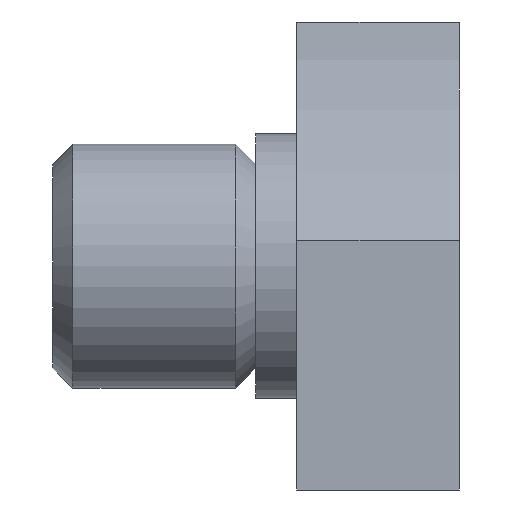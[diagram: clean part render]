
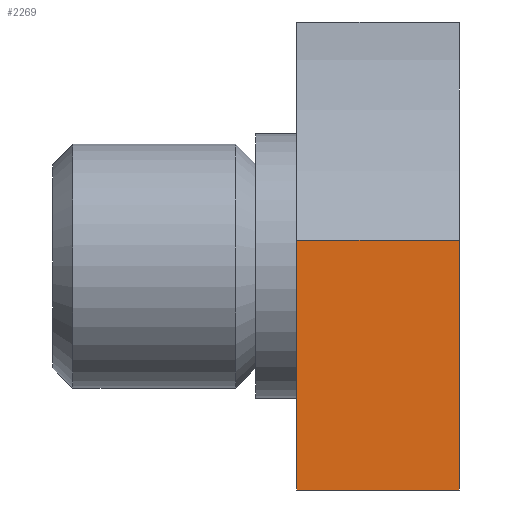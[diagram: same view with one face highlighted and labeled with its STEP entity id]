
A CAD part, left-side view. The second image highlights one B-rep face of the part: STEP entity #2269.
In plain terms, the highlighted planar face has unit normal (-1, 0, 0).
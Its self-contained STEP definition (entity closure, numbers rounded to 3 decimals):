
#189 = DIRECTION ( 'NONE',  ( 0., 0., 1. ) ) ;
#200 = EDGE_CURVE ( 'NONE', #1263, #4343, #2886, .T. ) ;
#234 = EDGE_CURVE ( 'NONE', #2679, #4343, #2673, .T. ) ;
#419 = ORIENTED_EDGE ( 'NONE', *, *, #200, .F. ) ;
#569 = LINE ( 'NONE', #2249, #770 ) ;
#624 = EDGE_CURVE ( 'NONE', #1734, #2679, #569, .T. ) ;
#770 = VECTOR ( 'NONE', #189, 1000. ) ;
#1263 = VERTEX_POINT ( 'NONE', #1649 ) ;
#1289 = FACE_OUTER_BOUND ( 'NONE', #2007, .T. ) ;
#1412 = EDGE_CURVE ( 'NONE', #1734, #1263, #2049, .T. ) ;
#1435 = DIRECTION ( 'NONE',  ( 0., 1., 0. ) ) ;
#1456 = CARTESIAN_POINT ( 'NONE',  ( -27.411, 3.662, 48.779 ) ) ;
#1476 = CARTESIAN_POINT ( 'NONE',  ( -27.411, 3.662, -0.535 ) ) ;
#1552 = DIRECTION ( 'NONE',  ( -1., 0., 0. ) ) ;
#1649 = CARTESIAN_POINT ( 'NONE',  ( -27.411, 3.662, 36.5 ) ) ;
#1734 = VERTEX_POINT ( 'NONE', #4288 ) ;
#2007 = EDGE_LOOP ( 'NONE', ( #2181, #419, #2570, #3318 ) ) ;
#2049 = LINE ( 'NONE', #3445, #3038 ) ;
#2181 = ORIENTED_EDGE ( 'NONE', *, *, #234, .T. ) ;
#2187 = AXIS2_PLACEMENT_3D ( 'NONE', #3616, #1552, #3936 ) ;
#2249 = CARTESIAN_POINT ( 'NONE',  ( -27.411, -4.338, -0.535 ) ) ;
#2269 = ADVANCED_FACE ( 'NONE', ( #1289 ), #4251, .T. ) ;
#2556 = DIRECTION ( 'NONE',  ( 0., 1., 0. ) ) ;
#2570 = ORIENTED_EDGE ( 'NONE', *, *, #1412, .F. ) ;
#2586 = CARTESIAN_POINT ( 'NONE',  ( -27.411, 3.662, 48.779 ) ) ;
#2673 = LINE ( 'NONE', #2586, #4338 ) ;
#2679 = VERTEX_POINT ( 'NONE', #3032 ) ;
#2886 = LINE ( 'NONE', #1476, #3569 ) ;
#3032 = CARTESIAN_POINT ( 'NONE',  ( -27.411, -4.338, 48.779 ) ) ;
#3038 = VECTOR ( 'NONE', #1435, 1000. ) ;
#3318 = ORIENTED_EDGE ( 'NONE', *, *, #624, .T. ) ;
#3445 = CARTESIAN_POINT ( 'NONE',  ( -27.411, -4.338, 36.5 ) ) ;
#3529 = DIRECTION ( 'NONE',  ( 0., 0., 1. ) ) ;
#3569 = VECTOR ( 'NONE', #3529, 1000. ) ;
#3616 = CARTESIAN_POINT ( 'NONE',  ( -27.411, -4.338, -0.535 ) ) ;
#3936 = DIRECTION ( 'NONE',  ( 0., 0., 1. ) ) ;
#4251 = PLANE ( 'NONE',  #2187 ) ;
#4288 = CARTESIAN_POINT ( 'NONE',  ( -27.411, -4.338, 36.5 ) ) ;
#4338 = VECTOR ( 'NONE', #2556, 1000. ) ;
#4343 = VERTEX_POINT ( 'NONE', #1456 ) ;
